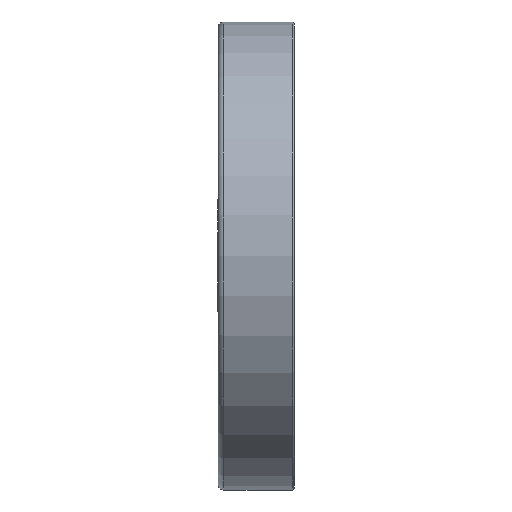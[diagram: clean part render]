
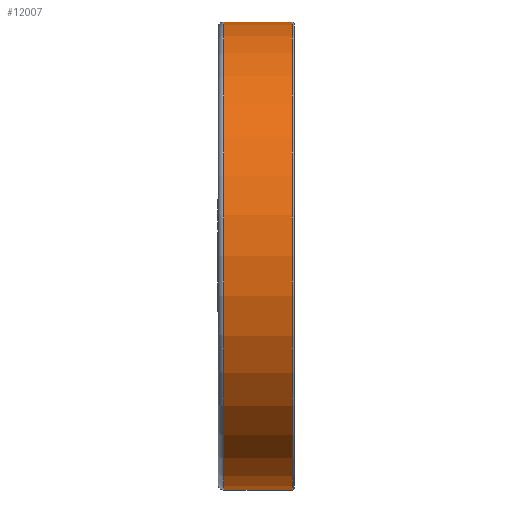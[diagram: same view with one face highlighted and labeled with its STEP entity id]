
A CAD part, top view. The second image highlights one B-rep face of the part: STEP entity #12007.
In plain terms, the highlighted cylindrical face has radius 40 mm (diameter 80 mm), a partial arc.
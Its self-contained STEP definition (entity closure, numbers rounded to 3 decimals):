
#3018=CARTESIAN_POINT('',(-5.5,0.,0.));
#3019=DIRECTION('',(1.,0.,0.));
#3020=DIRECTION('',(0.,1.,0.));
#3021=AXIS2_PLACEMENT_3D('',#3018,#3019,#3020);
#3026=CARTESIAN_POINT('',(6.2,0.,0.));
#3027=DIRECTION('',(1.,0.,0.));
#3028=DIRECTION('',(0.,1.,0.));
#3029=AXIS2_PLACEMENT_3D('',#3026,#3027,#3028);
#3042=DIRECTION('',(-1.,0.,0.));
#3043=VECTOR('',#3042,11.7);
#3044=CARTESIAN_POINT('',(6.2,-40.,0.));
#3045=LINE('',#3044,#3043);
#3057=DIRECTION('',(-1.,0.,0.));
#3058=VECTOR('',#3057,11.7);
#3059=CARTESIAN_POINT('',(6.2,40.,0.));
#3060=LINE('',#3059,#3058);
#9283=CARTESIAN_POINT('',(-5.5,40.,0.));
#9284=CARTESIAN_POINT('',(-5.5,-40.,0.));
#9285=VERTEX_POINT('',#9283);
#9286=VERTEX_POINT('',#9284);
#9287=CARTESIAN_POINT('',(6.2,40.,0.));
#9288=CARTESIAN_POINT('',(6.2,-40.,0.));
#9289=VERTEX_POINT('',#9287);
#9290=VERTEX_POINT('',#9288);
#11993=CARTESIAN_POINT('',(-7.15,0.,0.));
#11994=DIRECTION('',(1.,0.,0.));
#11995=DIRECTION('',(0.,-1.,0.));
#11996=AXIS2_PLACEMENT_3D('',#11993,#11994,#11995);
#11997=CYLINDRICAL_SURFACE('',#11996,40.);
#11998=ORIENTED_EDGE('',*,*,#11983,.F.);
#12000=ORIENTED_EDGE('',*,*,#11999,.F.);
#12002=ORIENTED_EDGE('',*,*,#12001,.T.);
#12004=ORIENTED_EDGE('',*,*,#12003,.T.);
#12005=EDGE_LOOP('',(#11998,#12000,#12002,#12004));
#12006=FACE_OUTER_BOUND('',#12005,.F.);
#3022=CIRCLE('',#3021,40.);
#3030=CIRCLE('',#3029,40.);
#11983=EDGE_CURVE('',#9285,#9286,#3022,.T.);
#11999=EDGE_CURVE('',#9289,#9285,#3060,.T.);
#12001=EDGE_CURVE('',#9289,#9290,#3030,.T.);
#12003=EDGE_CURVE('',#9290,#9286,#3045,.T.);
#12007=ADVANCED_FACE('',(#12006),#11997,.T.);
